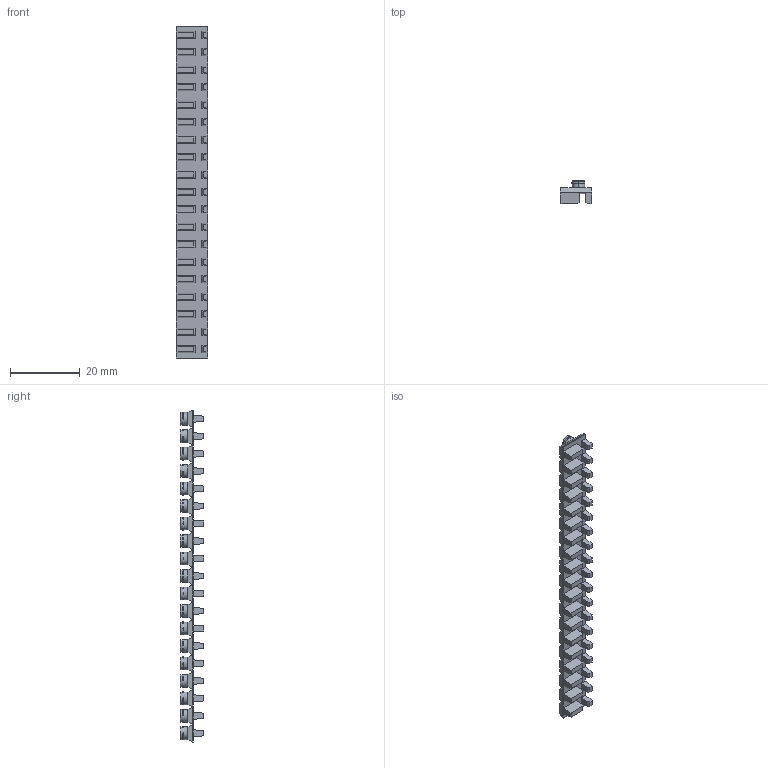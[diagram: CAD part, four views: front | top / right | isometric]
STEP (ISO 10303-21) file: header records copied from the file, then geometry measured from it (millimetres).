
FILE_DESCRIPTION((''),'2;1');
FILE_NAME('CNA 100_1004095_3Dsym.stp','2010-06-01T10:18:43',(''),(''),'Mechanical Desktop 2007','Mechanical Desktop 2007',', , ');
FILE_SCHEMA(('CONFIG_CONTROL_DESIGN'));
Length unit declared in the file: millimetre
Products named in the file (2): 1004095_3DSYM; PART1
Assembly tree (1 placements, depth 2):
  1004095_3DSYM
    PART1
Bounding box: 9 x 6.7 x 95 mm (x, y, z)
Volume: 2238.7 mm3; surface area: 3761 mm2
Topology: 1 solids, 1 shells, 480 faces, 1168 edges, 690 vertices
Faces by surface type: plane 366, cylinder 76, torus 38
Entity records: 13741 total; most frequent: DIRECTION 2360, CARTESIAN_POINT 2340, ORIENTED_EDGE 2336, EDGE_CURVE 1168, VECTOR 940, LINE 940, AXIS2_PLACEMENT_3D 710, VERTEX_POINT 690
